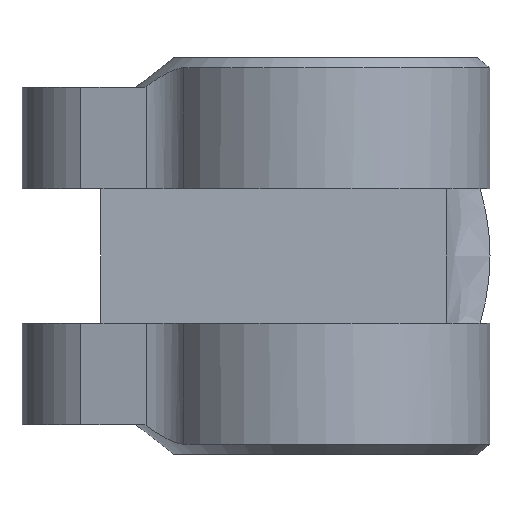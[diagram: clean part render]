
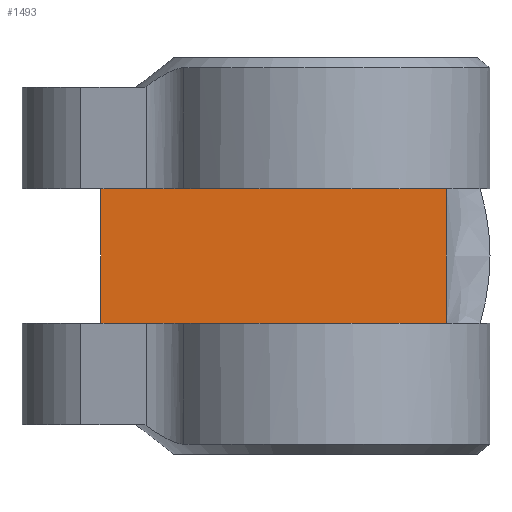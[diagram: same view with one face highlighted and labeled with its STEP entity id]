
A CAD part, front view. The second image highlights one B-rep face of the part: STEP entity #1493.
In plain terms, the highlighted planar face has unit normal (0, -1, 0).
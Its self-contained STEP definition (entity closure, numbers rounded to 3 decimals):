
#35 = DIRECTION ( 'NONE',  ( 0., 0., -1. ) ) ;
#126 = VECTOR ( 'NONE', #430, 1000. ) ;
#134 = EDGE_CURVE ( 'NONE', #328, #231, #1334, .T. ) ;
#152 = LINE ( 'NONE', #1017, #306 ) ;
#179 = AXIS2_PLACEMENT_3D ( 'NONE', #1150, #535, #1033 ) ;
#231 = VERTEX_POINT ( 'NONE', #540 ) ;
#306 = VECTOR ( 'NONE', #35, 1000. ) ;
#328 = VERTEX_POINT ( 'NONE', #694 ) ;
#329 = VERTEX_POINT ( 'NONE', #1196 ) ;
#340 = CARTESIAN_POINT ( 'NONE',  ( -39.992, 18.289, -8. ) ) ;
#361 = DIRECTION ( 'NONE',  ( -1., 0., 0. ) ) ;
#430 = DIRECTION ( 'NONE',  ( 0., 0., 1. ) ) ;
#535 = DIRECTION ( 'NONE',  ( 0., 1., 0. ) ) ;
#540 = CARTESIAN_POINT ( 'NONE',  ( -26.648, 18.289, -8. ) ) ;
#543 = LINE ( 'NONE', #688, #126 ) ;
#548 = EDGE_LOOP ( 'NONE', ( #829, #1241, #1184, #669 ) ) ;
#585 = EDGE_CURVE ( 'NONE', #1426, #328, #152, .T. ) ;
#655 = PLANE ( 'NONE',  #179 ) ;
#669 = ORIENTED_EDGE ( 'NONE', *, *, #585, .F. ) ;
#688 = CARTESIAN_POINT ( 'NONE',  ( -26.648, 18.289, 23.5 ) ) ;
#694 = CARTESIAN_POINT ( 'NONE',  ( 14.338, 18.289, -8. ) ) ;
#829 = ORIENTED_EDGE ( 'NONE', *, *, #1188, .T. ) ;
#865 = EDGE_CURVE ( 'NONE', #231, #329, #543, .T. ) ;
#954 = VECTOR ( 'NONE', #1585, 1000. ) ;
#1017 = CARTESIAN_POINT ( 'NONE',  ( 14.338, 18.289, 0. ) ) ;
#1033 = DIRECTION ( 'NONE',  ( 0., 0., 1. ) ) ;
#1150 = CARTESIAN_POINT ( 'NONE',  ( -26.648, 18.289, -8. ) ) ;
#1172 = CARTESIAN_POINT ( 'NONE',  ( 14.338, 18.289, 8. ) ) ;
#1184 = ORIENTED_EDGE ( 'NONE', *, *, #134, .F. ) ;
#1188 = EDGE_CURVE ( 'NONE', #1426, #329, #1439, .T. ) ;
#1196 = CARTESIAN_POINT ( 'NONE',  ( -26.648, 18.289, 8. ) ) ;
#1210 = CARTESIAN_POINT ( 'NONE',  ( -26.648, 18.289, 8. ) ) ;
#1241 = ORIENTED_EDGE ( 'NONE', *, *, #865, .F. ) ;
#1334 = LINE ( 'NONE', #340, #1471 ) ;
#1426 = VERTEX_POINT ( 'NONE', #1172 ) ;
#1439 = LINE ( 'NONE', #1210, #954 ) ;
#1471 = VECTOR ( 'NONE', #361, 1000. ) ;
#1493 = ADVANCED_FACE ( 'NONE', ( #1535 ), #655, .F. ) ;
#1535 = FACE_OUTER_BOUND ( 'NONE', #548, .T. ) ;
#1585 = DIRECTION ( 'NONE',  ( -1., 0., 0. ) ) ;
